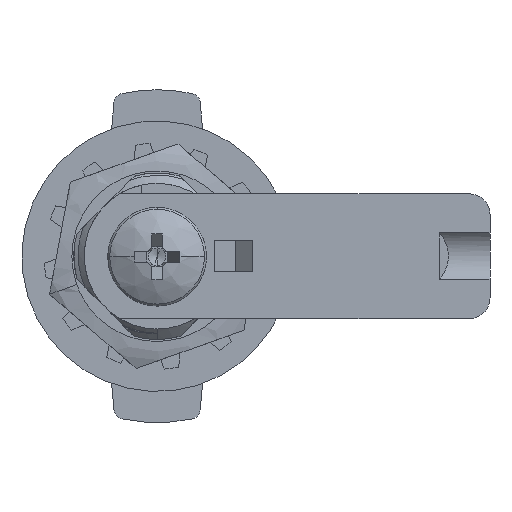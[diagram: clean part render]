
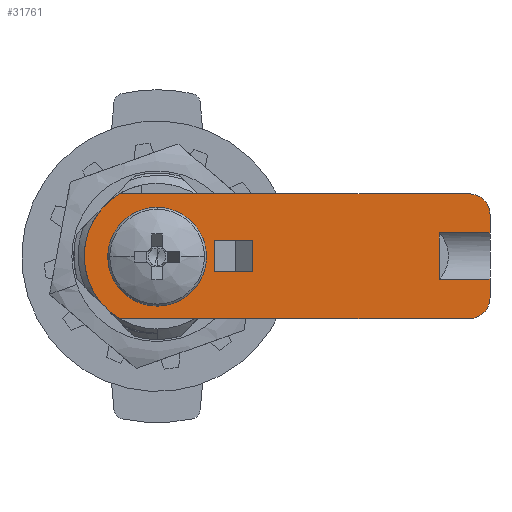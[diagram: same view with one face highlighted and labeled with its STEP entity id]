
A CAD part, front view. The second image highlights one B-rep face of the part: STEP entity #31761.
In plain terms, the highlighted planar face has unit normal (0, -1, 0).
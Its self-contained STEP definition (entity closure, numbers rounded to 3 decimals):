
#14928 = VECTOR ( 'NONE', #15519, 1000. ) ;
#14930 = VECTOR ( 'NONE', #15520, 1000. ) ;
#14937 = VECTOR ( 'NONE', #15544, 1000. ) ;
#14939 = CIRCLE ( 'NONE', #14941, 4.75 ) ;
#14940 = CIRCLE ( 'NONE', #14943, 2. ) ;
#14941 = AXIS2_PLACEMENT_3D ( 'NONE', #15535, #15536, #15537 ) ;
#14942 = VECTOR ( 'NONE', #15546, 1000. ) ;
#14943 = AXIS2_PLACEMENT_3D ( 'NONE', #15540, #15541, #15542 ) ;
#14944 = VECTOR ( 'NONE', #15552, 1000. ) ;
#14945 = CIRCLE ( 'NONE', #14947, 2. ) ;
#14946 = VECTOR ( 'NONE', #15558, 1000. ) ;
#14947 = AXIS2_PLACEMENT_3D ( 'NONE', #15549, #15550, #15551 ) ;
#14948 = CIRCLE ( 'NONE', #14950, 7. ) ;
#14950 = AXIS2_PLACEMENT_3D ( 'NONE', #15555, #15556, #15557 ) ;
#15081 = VECTOR ( 'NONE', #15883, 1000. ) ;
#15082 = VECTOR ( 'NONE', #15890, 1000. ) ;
#15084 = VECTOR ( 'NONE', #15898, 1000. ) ;
#15087 = VECTOR ( 'NONE', #15902, 1000. ) ;
#15088 = VECTOR ( 'NONE', #15907, 1000. ) ;
#15504 = CARTESIAN_POINT ( 'NONE',  ( 0., -62.429, -2.236 ) ) ;
#15514 = LINE ( 'NONE', #15504, #14930 ) ;
#15517 = LINE ( 'NONE', #15518, #14928 ) ;
#15518 = CARTESIAN_POINT ( 'NONE',  ( 0., -62.429, 2.236 ) ) ;
#15519 = DIRECTION ( 'NONE',  ( -1., 0., 0. ) ) ;
#15520 = DIRECTION ( 'NONE',  ( 1., 0., 0. ) ) ;
#15534 = CARTESIAN_POINT ( 'NONE',  ( 32., -62.429, -6. ) ) ;
#15535 = CARTESIAN_POINT ( 'NONE',  ( 0., -62.429, -0.052 ) ) ;
#15536 = DIRECTION ( 'NONE',  ( 0., -1., 0. ) ) ;
#15537 = DIRECTION ( 'NONE',  ( 0., 0., 1. ) ) ;
#15538 = LINE ( 'NONE', #15545, #14942 ) ;
#15539 = LINE ( 'NONE', #15534, #14937 ) ;
#15540 = CARTESIAN_POINT ( 'NONE',  ( 30., -62.429, -4. ) ) ;
#15541 = DIRECTION ( 'NONE',  ( 0., 1., 0. ) ) ;
#15542 = DIRECTION ( 'NONE',  ( 0., 0., 1. ) ) ;
#15543 = CARTESIAN_POINT ( 'NONE',  ( 32., -62.429, 6. ) ) ;
#15544 = DIRECTION ( 'NONE',  ( 0., 0., 1. ) ) ;
#15545 = CARTESIAN_POINT ( 'NONE',  ( 32., -62.429, -6. ) ) ;
#15546 = DIRECTION ( 'NONE',  ( 0., 0., 1. ) ) ;
#15547 = CARTESIAN_POINT ( 'NONE',  ( 32., -62.429, -6. ) ) ;
#15548 = LINE ( 'NONE', #15543, #14944 ) ;
#15549 = CARTESIAN_POINT ( 'NONE',  ( 30., -62.429, 4. ) ) ;
#15550 = DIRECTION ( 'NONE',  ( 0., 1., 0. ) ) ;
#15551 = DIRECTION ( 'NONE',  ( 0., 0., 1. ) ) ;
#15552 = DIRECTION ( 'NONE',  ( -1., 0., 0. ) ) ;
#15554 = LINE ( 'NONE', #15547, #14946 ) ;
#15555 = CARTESIAN_POINT ( 'NONE',  ( 0., -62.429, 0. ) ) ;
#15556 = DIRECTION ( 'NONE',  ( 0., 1., 0. ) ) ;
#15557 = DIRECTION ( 'NONE',  ( 0., 0., 1. ) ) ;
#15558 = DIRECTION ( 'NONE',  ( 1., 0., 0. ) ) ;
#15878 = LINE ( 'NONE', #15881, #15081 ) ;
#15881 = CARTESIAN_POINT ( 'NONE',  ( 27.1, -62.429, 0. ) ) ;
#15882 = LINE ( 'NONE', #15897, #15084 ) ;
#15883 = DIRECTION ( 'NONE',  ( 0., 0., -1. ) ) ;
#15887 = LINE ( 'NONE', #15889, #15082 ) ;
#15889 = CARTESIAN_POINT ( 'NONE',  ( 5.5, -62.429, 0. ) ) ;
#15890 = DIRECTION ( 'NONE',  ( 0., 0., -1. ) ) ;
#15897 = CARTESIAN_POINT ( 'NONE',  ( 0., -62.429, -1.5 ) ) ;
#15898 = DIRECTION ( 'NONE',  ( 1., 0., 0. ) ) ;
#15899 = LINE ( 'NONE', #15901, #15087 ) ;
#15901 = CARTESIAN_POINT ( 'NONE',  ( 9.166, -62.429, 0. ) ) ;
#15902 = DIRECTION ( 'NONE',  ( 0., 0., 1. ) ) ;
#15905 = LINE ( 'NONE', #15906, #15088 ) ;
#15906 = CARTESIAN_POINT ( 'NONE',  ( 0., -62.429, 1.5 ) ) ;
#15907 = DIRECTION ( 'NONE',  ( -1., 0., 0. ) ) ;
#23222 = CIRCLE ( 'NONE', #23225, 4.75 ) ;
#23225 = AXIS2_PLACEMENT_3D ( 'NONE', #25128, #25129, #25130 ) ;
#25128 = CARTESIAN_POINT ( 'NONE',  ( 0., -62.429, -0.052 ) ) ;
#25129 = DIRECTION ( 'NONE',  ( 0., -1., 0. ) ) ;
#25130 = DIRECTION ( 'NONE',  ( 0., 0., 1. ) ) ;
#25813 = CARTESIAN_POINT ( 'NONE',  ( 0., -62.429, 4.698 ) ) ;
#25814 = CARTESIAN_POINT ( 'NONE',  ( 0., -62.429, -4.802 ) ) ;
#26033 = CARTESIAN_POINT ( 'NONE',  ( 9.166, -62.429, -1.5 ) ) ;
#26039 = CARTESIAN_POINT ( 'NONE',  ( 27.1, -62.429, -2.236 ) ) ;
#26040 = CARTESIAN_POINT ( 'NONE',  ( 27.1, -62.429, 2.236 ) ) ;
#27123 = AXIS2_PLACEMENT_3D ( 'NONE', #28062, #28063, #28064 ) ;
#28034 = FACE_BOUND ( 'NONE', #32369, .T. ) ;
#28050 = FACE_BOUND ( 'NONE', #32377, .T. ) ;
#28053 = FACE_OUTER_BOUND ( 'NONE', #32380, .T. ) ;
#28054 = PLANE ( 'NONE',  #27123 ) ;
#28062 = CARTESIAN_POINT ( 'NONE',  ( 0., -62.429, 0. ) ) ;
#28063 = DIRECTION ( 'NONE',  ( 0., 1., 0. ) ) ;
#28064 = DIRECTION ( 'NONE',  ( 0., 0., -1. ) ) ;
#29705 = EDGE_CURVE ( 'NONE', #31833, #31493, #15517, .T. ) ;
#29706 = EDGE_CURVE ( 'NONE', #31491, #31838, #15514, .T. ) ;
#29712 = EDGE_CURVE ( 'NONE', #31078, #31076, #14939, .T. ) ;
#29713 = EDGE_CURVE ( 'NONE', #31840, #31842, #14940, .T. ) ;
#29714 = EDGE_CURVE ( 'NONE', #31840, #31838, #15539, .T. ) ;
#29715 = EDGE_CURVE ( 'NONE', #31833, #31847, #15538, .T. ) ;
#29716 = EDGE_CURVE ( 'NONE', #31846, #31847, #14945, .T. ) ;
#29717 = EDGE_CURVE ( 'NONE', #31846, #31849, #15548, .T. ) ;
#29718 = EDGE_CURVE ( 'NONE', #31843, #31849, #14948, .T. ) ;
#29719 = EDGE_CURVE ( 'NONE', #31843, #31842, #15554, .T. ) ;
#29822 = EDGE_CURVE ( 'NONE', #31493, #31491, #15878, .T. ) ;
#29824 = EDGE_CURVE ( 'NONE', #31831, #31836, #15887, .T. ) ;
#29827 = EDGE_CURVE ( 'NONE', #31836, #31480, #15882, .T. ) ;
#29828 = EDGE_CURVE ( 'NONE', #31480, #31834, #15899, .T. ) ;
#29830 = EDGE_CURVE ( 'NONE', #31834, #31831, #15905, .T. ) ;
#30122 = EDGE_CURVE ( 'NONE', #31076, #31078, #23222, .T. ) ;
#30473 = CARTESIAN_POINT ( 'NONE',  ( 5.5, -62.429, 1.5 ) ) ;
#30475 = CARTESIAN_POINT ( 'NONE',  ( 5.5, -62.429, -1.5 ) ) ;
#30477 = CARTESIAN_POINT ( 'NONE',  ( 32., -62.429, -2.236 ) ) ;
#30483 = CARTESIAN_POINT ( 'NONE',  ( 9.166, -62.429, 1.5 ) ) ;
#30487 = CARTESIAN_POINT ( 'NONE',  ( 32., -62.429, 2.236 ) ) ;
#30495 = CARTESIAN_POINT ( 'NONE',  ( 32., -62.429, -4. ) ) ;
#30499 = CARTESIAN_POINT ( 'NONE',  ( 30., -62.429, -6. ) ) ;
#30501 = CARTESIAN_POINT ( 'NONE',  ( -3.606, -62.429, -6. ) ) ;
#30507 = CARTESIAN_POINT ( 'NONE',  ( 30., -62.429, 6. ) ) ;
#30509 = CARTESIAN_POINT ( 'NONE',  ( 32., -62.429, 4. ) ) ;
#30513 = CARTESIAN_POINT ( 'NONE',  ( -3.606, -62.429, 6. ) ) ;
#31076 = VERTEX_POINT ( 'NONE', #25813 ) ;
#31078 = VERTEX_POINT ( 'NONE', #25814 ) ;
#31480 = VERTEX_POINT ( 'NONE', #26033 ) ;
#31491 = VERTEX_POINT ( 'NONE', #26039 ) ;
#31493 = VERTEX_POINT ( 'NONE', #26040 ) ;
#31761 = ADVANCED_FACE ( 'NONE', ( #28050, #28034, #28053 ), #28054, .F. ) ;
#31831 = VERTEX_POINT ( 'NONE', #30473 ) ;
#31833 = VERTEX_POINT ( 'NONE', #30487 ) ;
#31834 = VERTEX_POINT ( 'NONE', #30483 ) ;
#31836 = VERTEX_POINT ( 'NONE', #30475 ) ;
#31838 = VERTEX_POINT ( 'NONE', #30477 ) ;
#31840 = VERTEX_POINT ( 'NONE', #30495 ) ;
#31842 = VERTEX_POINT ( 'NONE', #30499 ) ;
#31843 = VERTEX_POINT ( 'NONE', #30501 ) ;
#31846 = VERTEX_POINT ( 'NONE', #30507 ) ;
#31847 = VERTEX_POINT ( 'NONE', #30509 ) ;
#31849 = VERTEX_POINT ( 'NONE', #30513 ) ;
#32369 = EDGE_LOOP ( 'NONE', ( #32513, #32514, #32515, #32516 ) ) ;
#32377 = EDGE_LOOP ( 'NONE', ( #32511, #32512 ) ) ;
#32380 = EDGE_LOOP ( 'NONE', ( #32517, #32518, #32519, #32520, #32521, #32522, #32523, #32524, #32525, #32526 ) ) ;
#32511 = ORIENTED_EDGE ( 'NONE', *, *, #30122, .F. ) ;
#32512 = ORIENTED_EDGE ( 'NONE', *, *, #29712, .F. ) ;
#32513 = ORIENTED_EDGE ( 'NONE', *, *, #29828, .F. ) ;
#32514 = ORIENTED_EDGE ( 'NONE', *, *, #29827, .F. ) ;
#32515 = ORIENTED_EDGE ( 'NONE', *, *, #29824, .F. ) ;
#32516 = ORIENTED_EDGE ( 'NONE', *, *, #29830, .F. ) ;
#32517 = ORIENTED_EDGE ( 'NONE', *, *, #29713, .F. ) ;
#32518 = ORIENTED_EDGE ( 'NONE', *, *, #29714, .T. ) ;
#32519 = ORIENTED_EDGE ( 'NONE', *, *, #29706, .F. ) ;
#32520 = ORIENTED_EDGE ( 'NONE', *, *, #29822, .F. ) ;
#32521 = ORIENTED_EDGE ( 'NONE', *, *, #29705, .F. ) ;
#32522 = ORIENTED_EDGE ( 'NONE', *, *, #29715, .T. ) ;
#32523 = ORIENTED_EDGE ( 'NONE', *, *, #29716, .F. ) ;
#32524 = ORIENTED_EDGE ( 'NONE', *, *, #29717, .T. ) ;
#32525 = ORIENTED_EDGE ( 'NONE', *, *, #29718, .F. ) ;
#32526 = ORIENTED_EDGE ( 'NONE', *, *, #29719, .T. ) ;
